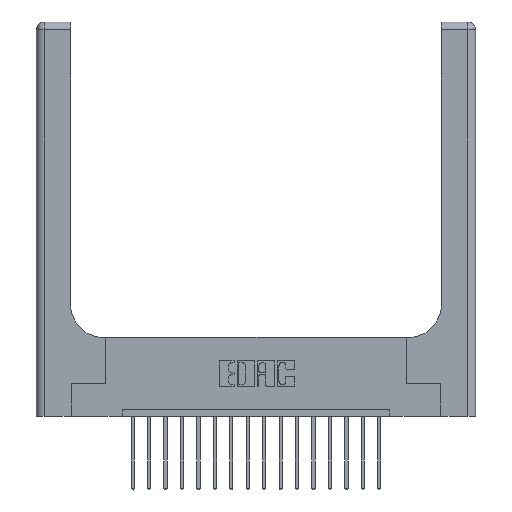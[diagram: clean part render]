
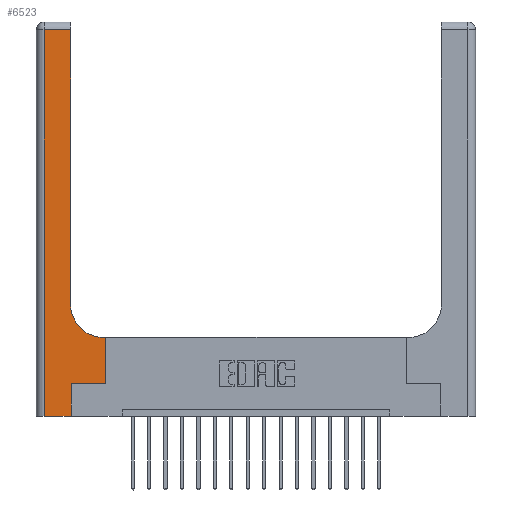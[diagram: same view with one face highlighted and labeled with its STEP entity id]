
A CAD part, top view. The second image highlights one B-rep face of the part: STEP entity #6523.
In plain terms, the highlighted planar face has unit normal (0, 0, 1).
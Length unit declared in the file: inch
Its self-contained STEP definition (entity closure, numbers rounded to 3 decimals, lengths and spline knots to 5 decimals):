
#350 = DIRECTION ( 'NONE',  ( 0., 1., 0. ) ) ;
#1029 = FACE_OUTER_BOUND ( 'NONE', #2307, .T. ) ;
#1207 = ORIENTED_EDGE ( 'NONE', *, *, #4760, .T. ) ;
#1271 = VERTEX_POINT ( 'NONE', #6647 ) ;
#1338 = EDGE_CURVE ( 'NONE', #14147, #13838, #18410, .T. ) ;
#1454 = LINE ( 'NONE', #13177, #6867 ) ;
#1477 = CARTESIAN_POINT ( 'NONE',  ( 0.528, 0.6, 0.37 ) ) ;
#1674 = ORIENTED_EDGE ( 'NONE', *, *, #13223, .T. ) ;
#2051 = CARTESIAN_POINT ( 'NONE',  ( 0., 2.94, 0.37 ) ) ;
#2307 = EDGE_LOOP ( 'NONE', ( #5694, #5833, #16034, #14512, #17293, #1207, #18150, #16665, #1674 ) ) ;
#2329 = CARTESIAN_POINT ( 'NONE',  ( 0.06, 0., 0.37 ) ) ;
#2971 = VECTOR ( 'NONE', #8730, 39.37008 ) ;
#2980 = CARTESIAN_POINT ( 'NONE',  ( 0., 0., 0.37 ) ) ;
#2991 = CIRCLE ( 'NONE', #18169, 0.25 ) ;
#3167 = VECTOR ( 'NONE', #3338, 39.37008 ) ;
#3338 = DIRECTION ( 'NONE',  ( 1., 0., 0. ) ) ;
#3682 = VECTOR ( 'NONE', #6463, 39.37008 ) ;
#3699 = EDGE_CURVE ( 'NONE', #12695, #10693, #16909, .T. ) ;
#3869 = CARTESIAN_POINT ( 'NONE',  ( 0., 3., 0.37 ) ) ;
#4760 = EDGE_CURVE ( 'NONE', #8681, #7752, #8983, .T. ) ;
#4975 = CARTESIAN_POINT ( 'NONE',  ( 0.265, 0.25, 0.37 ) ) ;
#5028 = CARTESIAN_POINT ( 'NONE',  ( 0.265, 0.25, 0.37 ) ) ;
#5130 = CARTESIAN_POINT ( 'NONE',  ( 0.528, 0.25, 0.37 ) ) ;
#5419 = VERTEX_POINT ( 'NONE', #1477 ) ;
#5600 = EDGE_CURVE ( 'NONE', #5419, #9447, #13256, .T. ) ;
#5601 = VECTOR ( 'NONE', #350, 39.37008 ) ;
#5694 = ORIENTED_EDGE ( 'NONE', *, *, #1338, .T. ) ;
#5833 = ORIENTED_EDGE ( 'NONE', *, *, #18252, .T. ) ;
#6463 = DIRECTION ( 'NONE',  ( -1., 0., 0. ) ) ;
#6523 = ADVANCED_FACE ( 'NONE', ( #1029 ), #12236, .F. ) ;
#6647 = CARTESIAN_POINT ( 'NONE',  ( 0.265, 0., 0.37 ) ) ;
#6867 = VECTOR ( 'NONE', #9050, 39.37008 ) ;
#7302 = LINE ( 'NONE', #2980, #18331 ) ;
#7620 = CARTESIAN_POINT ( 'NONE',  ( 0.26, 0.85, 0.37 ) ) ;
#7752 = VERTEX_POINT ( 'NONE', #12451 ) ;
#8043 = CARTESIAN_POINT ( 'NONE',  ( 0.26, 0.6, 0.37 ) ) ;
#8204 = EDGE_CURVE ( 'NONE', #1271, #8681, #1454, .T. ) ;
#8558 = CARTESIAN_POINT ( 'NONE',  ( 0.26, 2.94, 0.37 ) ) ;
#8681 = VERTEX_POINT ( 'NONE', #5028 ) ;
#8730 = DIRECTION ( 'NONE',  ( 0., -1., 0. ) ) ;
#8854 = LINE ( 'NONE', #2051, #3682 ) ;
#8949 = DIRECTION ( 'NONE',  ( 0., 0., -1. ) ) ;
#8983 = LINE ( 'NONE', #4975, #3167 ) ;
#9050 = DIRECTION ( 'NONE',  ( 0., 1., 0. ) ) ;
#9389 = VECTOR ( 'NONE', #16438, 39.37008 ) ;
#9447 = VERTEX_POINT ( 'NONE', #13295 ) ;
#9481 = DIRECTION ( 'NONE',  ( -1., 0., 0. ) ) ;
#10399 = DIRECTION ( 'NONE',  ( 1., 0., 0. ) ) ;
#10693 = VERTEX_POINT ( 'NONE', #2329 ) ;
#11006 = CARTESIAN_POINT ( 'NONE',  ( 0.06, 2.94, 0.37 ) ) ;
#11602 = VECTOR ( 'NONE', #12647, 39.37008 ) ;
#11967 = DIRECTION ( 'NONE',  ( 1., 0., 0. ) ) ;
#12236 = PLANE ( 'NONE',  #16661 ) ;
#12451 = CARTESIAN_POINT ( 'NONE',  ( 0.528, 0.25, 0.37 ) ) ;
#12647 = DIRECTION ( 'NONE',  ( 0., 1., 0. ) ) ;
#12695 = VERTEX_POINT ( 'NONE', #11006 ) ;
#13177 = CARTESIAN_POINT ( 'NONE',  ( 0.265, 0., 0.37 ) ) ;
#13223 = EDGE_CURVE ( 'NONE', #9447, #14147, #2991, .T. ) ;
#13256 = LINE ( 'NONE', #8043, #9389 ) ;
#13295 = CARTESIAN_POINT ( 'NONE',  ( 0.51, 0.6, 0.37 ) ) ;
#13838 = VERTEX_POINT ( 'NONE', #8558 ) ;
#14147 = VERTEX_POINT ( 'NONE', #7620 ) ;
#14512 = ORIENTED_EDGE ( 'NONE', *, *, #17099, .T. ) ;
#14695 = CARTESIAN_POINT ( 'NONE',  ( 0.51, 0.85, 0.37 ) ) ;
#15993 = CARTESIAN_POINT ( 'NONE',  ( 0.06, 3., 0.37 ) ) ;
#16034 = ORIENTED_EDGE ( 'NONE', *, *, #3699, .T. ) ;
#16438 = DIRECTION ( 'NONE',  ( -1., 0., 0. ) ) ;
#16661 = AXIS2_PLACEMENT_3D ( 'NONE', #3869, #18130, #9481 ) ;
#16665 = ORIENTED_EDGE ( 'NONE', *, *, #5600, .T. ) ;
#16909 = LINE ( 'NONE', #15993, #2971 ) ;
#17099 = EDGE_CURVE ( 'NONE', #10693, #1271, #7302, .T. ) ;
#17155 = EDGE_CURVE ( 'NONE', #7752, #5419, #17887, .T. ) ;
#17293 = ORIENTED_EDGE ( 'NONE', *, *, #8204, .T. ) ;
#17449 = CARTESIAN_POINT ( 'NONE',  ( 0.26, 3., 0.37 ) ) ;
#17887 = LINE ( 'NONE', #5130, #11602 ) ;
#18130 = DIRECTION ( 'NONE',  ( 0., 0., -1. ) ) ;
#18150 = ORIENTED_EDGE ( 'NONE', *, *, #17155, .T. ) ;
#18169 = AXIS2_PLACEMENT_3D ( 'NONE', #14695, #8949, #10399 ) ;
#18252 = EDGE_CURVE ( 'NONE', #13838, #12695, #8854, .T. ) ;
#18331 = VECTOR ( 'NONE', #11967, 39.37008 ) ;
#18410 = LINE ( 'NONE', #17449, #5601 ) ;
